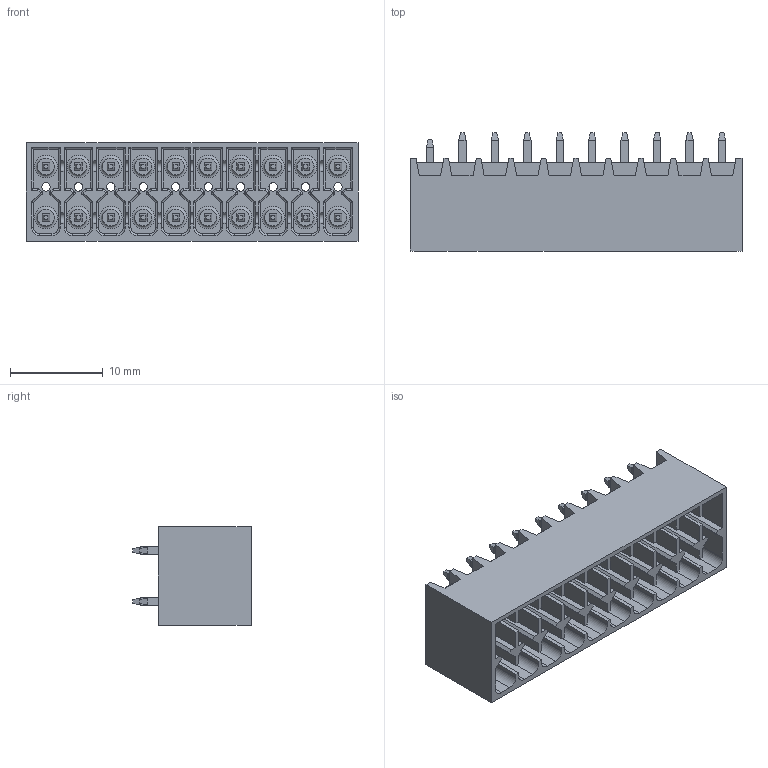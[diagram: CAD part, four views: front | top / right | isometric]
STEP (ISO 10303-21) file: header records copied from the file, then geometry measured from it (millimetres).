
FILE_DESCRIPTION(/* description */ ('Unknown'),/* implementation_level */ '2;1');
FILE_NAME(/* name */ '691778100020',/* time_stamp */ '2024-07-18T10:05:10+02:00',/* author */ ('Unknown'),/* organization */ ('Unknown'),/* preprocessor_version */ 'ST-DEVELOPER v19.4',/* originating_system */ 'Solid Edge',/* authorisation */ 'Unknown');
FILE_SCHEMA (('AUTOMOTIVE_DESIGN {1 0 10303 214 3 1 1}'));
Length unit declared in the file: millimetre
Products named in the file (3): 6917781000xx; 691778100020; 6917781000xx_Pin
Assembly tree (21 placements, depth 2):
  6917781000xx
    691778100020
    6917781000xx_Pin  x20
Bounding box: 35.8 x 12.75 x 10.6 mm (x, y, z)
Volume: 1522.6 mm3; surface area: 4678.9 mm2
Topology: 21 solids, 21 shells, 1029 faces, 2498 edges, 1532 vertices
Faces by surface type: plane 761, cylinder 208, torus 60
Full cylindrical faces by diameter (mm): 0.9 x10, 1.83 x20
Entity records: 22690 total; most frequent: CARTESIAN_POINT 3949, DIRECTION 3822, ORIENTED_EDGE 3792, EDGE_CURVE 1896, LINE 1500, VECTOR 1500, VERTEX_POINT 1208, AXIS2_PLACEMENT_3D 1161
